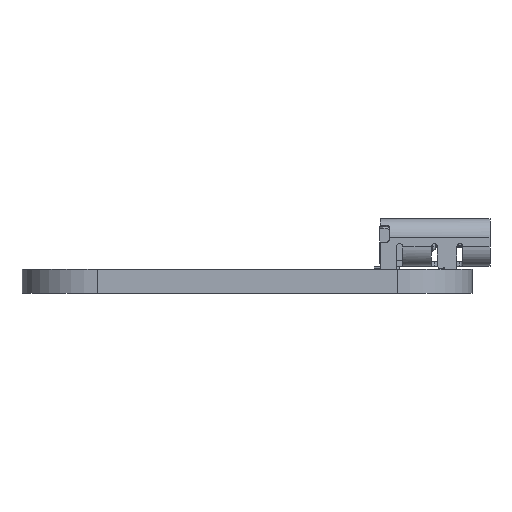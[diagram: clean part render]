
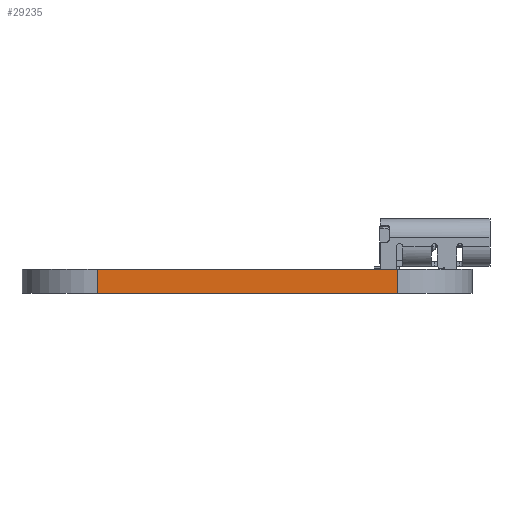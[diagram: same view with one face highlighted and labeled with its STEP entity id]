
A CAD part, left-side view. The second image highlights one B-rep face of the part: STEP entity #29235.
In plain terms, the highlighted planar face has unit normal (-1, 0, 0).
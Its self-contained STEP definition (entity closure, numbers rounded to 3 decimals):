
#27428 = VERTEX_POINT('',#27429);
#27429 = CARTESIAN_POINT('',(115.501,-95.004,0.));
#27436 = EDGE_CURVE('',#27437,#27428,#27439,.T.);
#27437 = VERTEX_POINT('',#27438);
#27438 = CARTESIAN_POINT('',(115.501,-115.004,0.));
#27439 = LINE('',#27440,#27441);
#27440 = CARTESIAN_POINT('',(115.501,-115.004,0.));
#27441 = VECTOR('',#27442,1.);
#27442 = DIRECTION('',(0.,1.,0.));
#28318 = VERTEX_POINT('',#28319);
#28319 = CARTESIAN_POINT('',(115.501,-95.004,1.6));
#28326 = EDGE_CURVE('',#28327,#28318,#28329,.T.);
#28327 = VERTEX_POINT('',#28328);
#28328 = CARTESIAN_POINT('',(115.501,-115.004,1.6));
#28329 = LINE('',#28330,#28331);
#28330 = CARTESIAN_POINT('',(115.501,-115.004,1.6));
#28331 = VECTOR('',#28332,1.);
#28332 = DIRECTION('',(0.,1.,0.));
#29205 = EDGE_CURVE('',#27428,#28318,#29206,.T.);
#29206 = LINE('',#29207,#29208);
#29207 = CARTESIAN_POINT('',(115.501,-95.004,0.));
#29208 = VECTOR('',#29209,1.);
#29209 = DIRECTION('',(0.,0.,1.));
#29235 = ADVANCED_FACE('',(#29236),#29247,.T.);
#29236 = FACE_BOUND('',#29237,.T.);
#29237 = EDGE_LOOP('',(#29238,#29244,#29245,#29246));
#29238 = ORIENTED_EDGE('',*,*,#29239,.T.);
#29239 = EDGE_CURVE('',#27437,#28327,#29240,.T.);
#29240 = LINE('',#29241,#29242);
#29241 = CARTESIAN_POINT('',(115.501,-115.004,0.));
#29242 = VECTOR('',#29243,1.);
#29243 = DIRECTION('',(0.,0.,1.));
#29244 = ORIENTED_EDGE('',*,*,#28326,.T.);
#29245 = ORIENTED_EDGE('',*,*,#29205,.F.);
#29246 = ORIENTED_EDGE('',*,*,#27436,.F.);
#29247 = PLANE('',#29248);
#29248 = AXIS2_PLACEMENT_3D('',#29249,#29250,#29251);
#29249 = CARTESIAN_POINT('',(115.501,-115.004,0.));
#29250 = DIRECTION('',(-1.,0.,0.));
#29251 = DIRECTION('',(0.,1.,0.));
